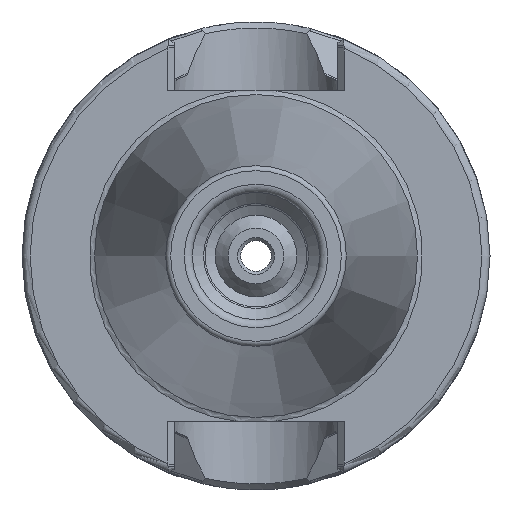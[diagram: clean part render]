
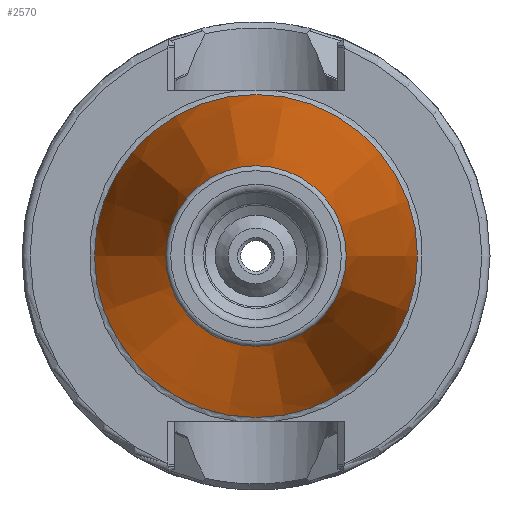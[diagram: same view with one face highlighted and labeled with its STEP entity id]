
A CAD part, left-side view. The second image highlights one B-rep face of the part: STEP entity #2570.
In plain terms, the highlighted conical face has half-angle 8.297 degrees and reference radius 12.377 mm.
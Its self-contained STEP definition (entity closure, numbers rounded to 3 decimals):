
#215=LINE('',#5506,#353);
#353=VECTOR('',#3469,12.377);
#427=CONICAL_SURFACE('',#2912,12.377,0.145);
#601=FACE_OUTER_BOUND('',#764,.T.);
#764=EDGE_LOOP('',(#2186,#2187,#2188,#2189,#2190));
#919=CIRCLE('',#2908,8.879);
#920=CIRCLE('',#2909,8.879);
#923=CIRCLE('',#2913,15.875);
#1220=VERTEX_POINT('',#5496);
#1221=VERTEX_POINT('',#5497);
#1223=VERTEX_POINT('',#5504);
#1556=EDGE_CURVE('',#1220,#1221,#919,.T.);
#1557=EDGE_CURVE('',#1221,#1220,#920,.T.);
#1560=EDGE_CURVE('',#1223,#1223,#923,.T.);
#1561=EDGE_CURVE('',#1223,#1220,#215,.T.);
#2186=ORIENTED_EDGE('',*,*,#1560,.F.);
#2187=ORIENTED_EDGE('',*,*,#1561,.T.);
#2188=ORIENTED_EDGE('',*,*,#1556,.T.);
#2189=ORIENTED_EDGE('',*,*,#1557,.T.);
#2190=ORIENTED_EDGE('',*,*,#1561,.F.);
#2570=ADVANCED_FACE('',(#601),#427,.T.);
#2908=AXIS2_PLACEMENT_3D('',#5498,#3457,#3458);
#2909=AXIS2_PLACEMENT_3D('',#5499,#3459,#3460);
#2912=AXIS2_PLACEMENT_3D('',#5503,#3465,#3466);
#2913=AXIS2_PLACEMENT_3D('',#5505,#3467,#3468);
#3457=DIRECTION('center_axis',(1.,0.,0.));
#3458=DIRECTION('ref_axis',(0.,0.,-1.));
#3459=DIRECTION('center_axis',(1.,0.,0.));
#3460=DIRECTION('ref_axis',(0.,0.,-1.));
#3465=DIRECTION('center_axis',(1.,0.,0.));
#3466=DIRECTION('ref_axis',(0.,1.,0.));
#3467=DIRECTION('center_axis',(1.,0.,0.));
#3468=DIRECTION('ref_axis',(0.,0.,-1.));
#3469=DIRECTION('',(-0.99,0.144,0.));
#5496=CARTESIAN_POINT('',(-47.972,-8.879,0.));
#5497=CARTESIAN_POINT('',(-47.972,0.,8.879));
#5498=CARTESIAN_POINT('Origin',(-47.972,0.,
0.));
#5499=CARTESIAN_POINT('Origin',(-47.972,0.,
0.));
#5503=CARTESIAN_POINT('Origin',(-23.986,0.,
0.));
#5504=CARTESIAN_POINT('',(0.,-15.875,0.));
#5505=CARTESIAN_POINT('Origin',(0.,0.,
0.));
#5506=CARTESIAN_POINT('',(-23.986,-12.377,0.));
